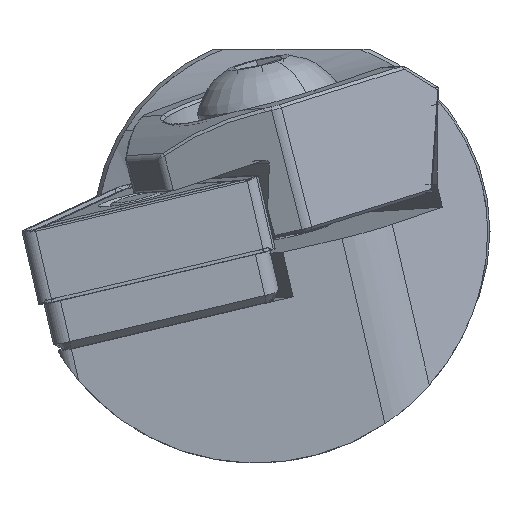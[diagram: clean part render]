
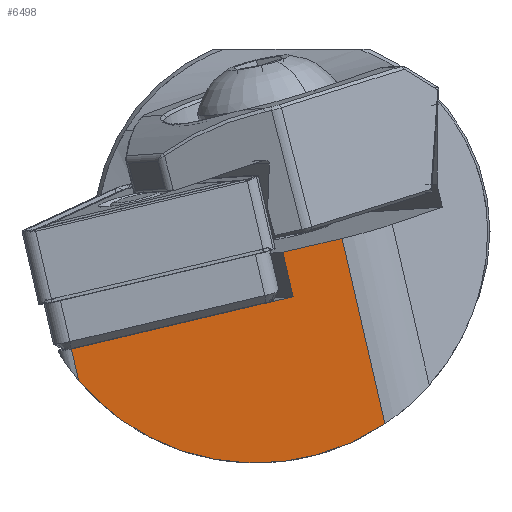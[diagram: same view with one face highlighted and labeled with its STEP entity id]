
A CAD part, left-side view. The second image highlights one B-rep face of the part: STEP entity #6498.
In plain terms, the highlighted planar face has unit normal (-0.993, -0.073, -0.09).
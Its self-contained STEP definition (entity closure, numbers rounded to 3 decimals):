
#246 = AXIS2_PLACEMENT_3D ( 'NONE', #7898, #12961, #9987 ) ;
#710 = DIRECTION ( 'NONE',  ( 0.051, -0.972, 0.23 ) ) ;
#753 = DIRECTION ( 'NONE',  ( -0.105, 0.224, 0.969 ) ) ;
#1572 = CARTESIAN_POINT ( 'NONE',  ( -202.748, 10.994, -8.636 ) ) ;
#1634 = EDGE_CURVE ( 'NONE', #7618, #11555, #4082, .T. ) ;
#1953 = CARTESIAN_POINT ( 'NONE',  ( -201.316, 4.852, -19.403 ) ) ;
#2159 = EDGE_CURVE ( 'NONE', #5887, #7618, #9605, .T. ) ;
#2492 = ORIENTED_EDGE ( 'NONE', *, *, #1634, .F. ) ;
#2743 = CARTESIAN_POINT ( 'NONE',  ( -165.745, -83.921, -338.886 ) ) ;
#2842 = PLANE ( 'NONE',  #246 ) ;
#3373 = FACE_OUTER_BOUND ( 'NONE', #5997, .T. ) ;
#3727 = CARTESIAN_POINT ( 'NONE',  ( -201.82, -6.71, -4.448 ) ) ;
#3801 = ORIENTED_EDGE ( 'NONE', *, *, #11096, .F. ) ;
#4082 = LINE ( 'NONE', #9932, #12605 ) ;
#4285 = CARTESIAN_POINT ( 'NONE',  ( -202.447, 10.349, -11.426 ) ) ;
#4306 = ORIENTED_EDGE ( 'NONE', *, *, #2159, .F. ) ;
#4334 = CARTESIAN_POINT ( 'NONE',  ( -165.94, -80.189, -339.769 ) ) ;
#4809 = CARTESIAN_POINT ( 'NONE',  ( -201.715, -3.622, -8.122 ) ) ;
#5281 = ORIENTED_EDGE ( 'NONE', *, *, #9634, .F. ) ;
#5444 = DIRECTION ( 'NONE',  ( -0.105, 0.224, 0.969 ) ) ;
#5708 = CARTESIAN_POINT ( 'NONE',  ( -202.447, 10.349, -11.426 ) ) ;
#5887 = VERTEX_POINT ( 'NONE', #9829 ) ;
#5997 = EDGE_LOOP ( 'NONE', ( #9372, #5281, #2492, #4306, #12206, #3801 ) ) ;
#6214 = CARTESIAN_POINT ( 'NONE',  ( -202.233, 9.892, -13.407 ) ) ;
#6498 = ADVANCED_FACE ( 'NONE', ( #3373 ), #2842, .F. ) ;
#6746 = EDGE_CURVE ( 'NONE', #12791, #12909, #8876, .T. ) ;
#7059 = CARTESIAN_POINT ( 'NONE',  ( -200.644, -2.903, -20.502 ) ) ;
#7618 = VERTEX_POINT ( 'NONE', #6214 ) ;
#7645 = DIRECTION ( 'NONE',  ( 0.051, -0.972, 0.23 ) ) ;
#7898 = CARTESIAN_POINT ( 'NONE',  ( -166.672, -66.217, -343.074 ) ) ;
#7987 = CARTESIAN_POINT ( 'NONE',  ( -200.559, -9.41, -16.143 ) ) ;
#8876 = LINE ( 'NONE', #4334, #9973 ) ;
#9052 = CARTESIAN_POINT ( 'NONE',  ( -202.016, -2.978, -5.331 ) ) ;
#9227 = VERTEX_POINT ( 'NONE', #3727 ) ;
#9370 = VECTOR ( 'NONE', #7645, 1000. ) ;
#9372 = ORIENTED_EDGE ( 'NONE', *, *, #6746, .F. ) ;
#9605 =( BOUNDED_CURVE ( )  B_SPLINE_CURVE ( 3, ( #7987, #7059, #1953, #12003 ),
 .UNSPECIFIED., .F., .F. ) 
 B_SPLINE_CURVE_WITH_KNOTS ( ( 4, 4 ),
 ( 3.234, 4.696 ),
 .UNSPECIFIED. ) 
 CURVE ( )  GEOMETRIC_REPRESENTATION_ITEM ( )  RATIONAL_B_SPLINE_CURVE ( ( 1., 0.83, 0.83, 1. ) ) 
 REPRESENTATION_ITEM ( '' )  );
#9634 = EDGE_CURVE ( 'NONE', #11555, #12791, #10566, .T. ) ;
#9829 = CARTESIAN_POINT ( 'NONE',  ( -200.559, -9.41, -16.143 ) ) ;
#9932 = CARTESIAN_POINT ( 'NONE',  ( -166.672, -66.217, -343.074 ) ) ;
#9973 = VECTOR ( 'NONE', #5444, 1000. ) ;
#9987 = DIRECTION ( 'NONE',  ( 0.09, 0., -0.996 ) ) ;
#10566 = LINE ( 'NONE', #5708, #13082 ) ;
#10664 = DIRECTION ( 'NONE',  ( -0.105, 0.224, 0.969 ) ) ;
#11096 = EDGE_CURVE ( 'NONE', #12909, #9227, #12966, .T. ) ;
#11555 = VERTEX_POINT ( 'NONE', #4285 ) ;
#12003 = CARTESIAN_POINT ( 'NONE',  ( -202.233, 9.892, -13.407 ) ) ;
#12206 = ORIENTED_EDGE ( 'NONE', *, *, #12785, .T. ) ;
#12273 = VECTOR ( 'NONE', #10664, 1000. ) ;
#12605 = VECTOR ( 'NONE', #753, 1000. ) ;
#12734 = LINE ( 'NONE', #2743, #12273 ) ;
#12785 = EDGE_CURVE ( 'NONE', #5887, #9227, #12734, .T. ) ;
#12791 = VERTEX_POINT ( 'NONE', #4809 ) ;
#12909 = VERTEX_POINT ( 'NONE', #9052 ) ;
#12961 = DIRECTION ( 'NONE',  ( 0.993, 0.073, 0.09 ) ) ;
#12966 = LINE ( 'NONE', #1572, #9370 ) ;
#13082 = VECTOR ( 'NONE', #710, 1000. ) ;
